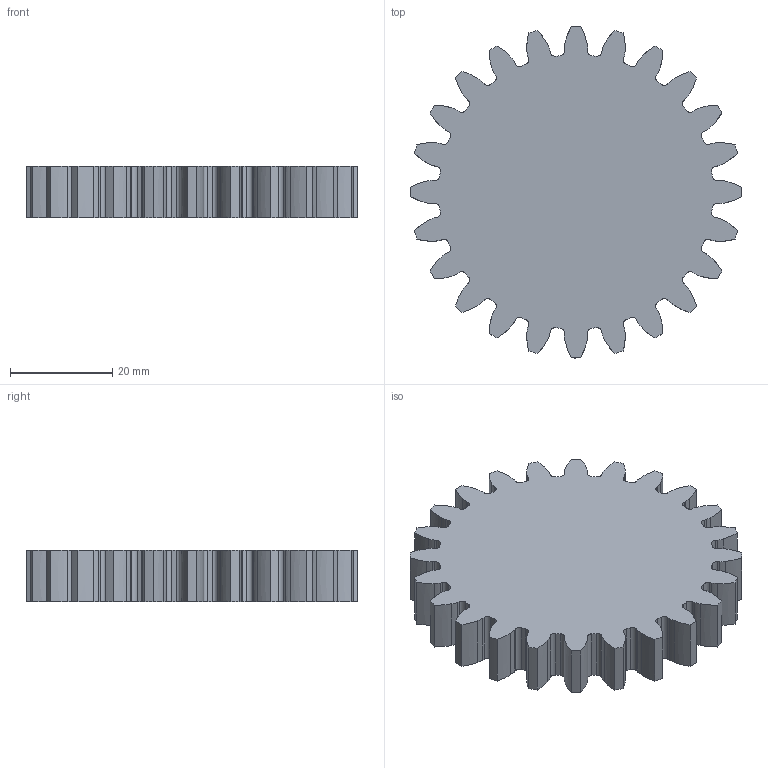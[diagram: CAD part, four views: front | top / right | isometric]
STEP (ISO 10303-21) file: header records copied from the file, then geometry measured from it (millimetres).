
FILE_DESCRIPTION(('FreeCAD Model'),'2;1');
FILE_NAME('engrane2.step', '2015-06-29T14:02:31',('FreeCAD'),('FreeCAD'), 'Open CASCADE STEP processor 6.7','FreeCAD','Unknown');
FILE_SCHEMA(('AUTOMOTIVE_DESIGN_CC2 { 1 2 10303 214 -1 1 5 4 }'));
Length unit declared in the file: millimetre
Products named in the file (1): Pad
Bounding box: 65 x 65 x 10 mm (x, y, z)
Volume: 27827.4 mm3; surface area: 9320.1 mm2
Topology: 1 solids, 1 shells, 242 faces, 720 edges, 480 vertices
Faces by surface type: extrusion 96, cylinder 96, plane 50
Entity records: 18477 total; most frequent: CARTESIAN_POINT 4899, DIRECTION 2262, VECTOR 1488, ORIENTED_EDGE 1440, PCURVE 1440, DEFINITIONAL_REPRESENTATION 1440, LINE 1392, EDGE_CURVE 720
